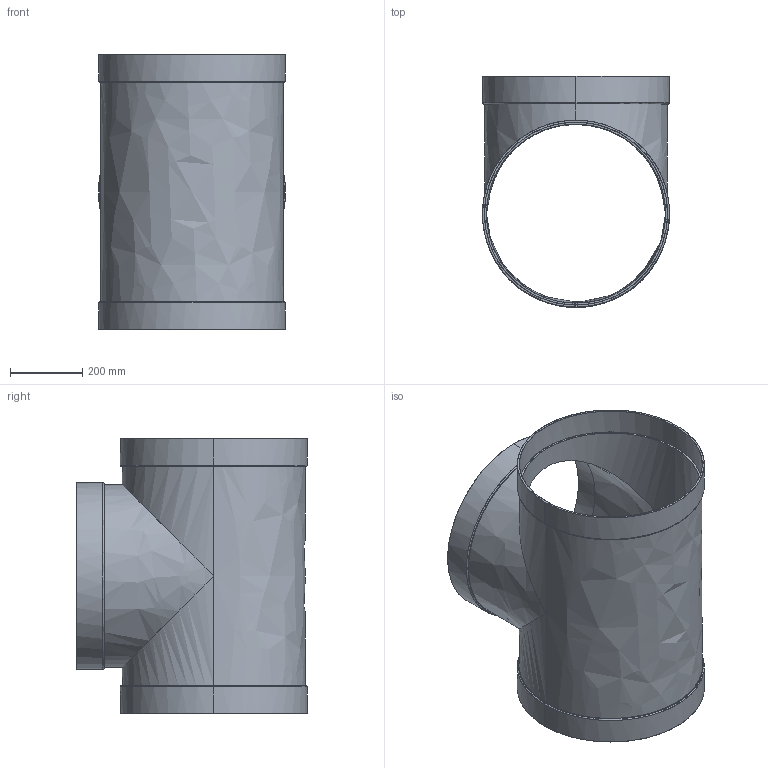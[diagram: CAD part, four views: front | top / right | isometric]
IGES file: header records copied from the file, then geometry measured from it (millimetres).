
Start section: SolidWorks IGES file using NURBS representation for surfaces
Global section: file name: PVCT20.IGS; native system: SolidWorks 2022; preprocessor: SolidWorks 2022; author: Cullen; date: 230415.132926; units: inch
Bounding box: 519.13 x 640.56 x 762 mm (x, y, z)
Surface area: 2687350 mm2 (no closed solid volume)
Topology: 0 solids, 0 shells, 37 faces, 1660 edges, 1740 vertices
Faces by surface type: bspline 37
